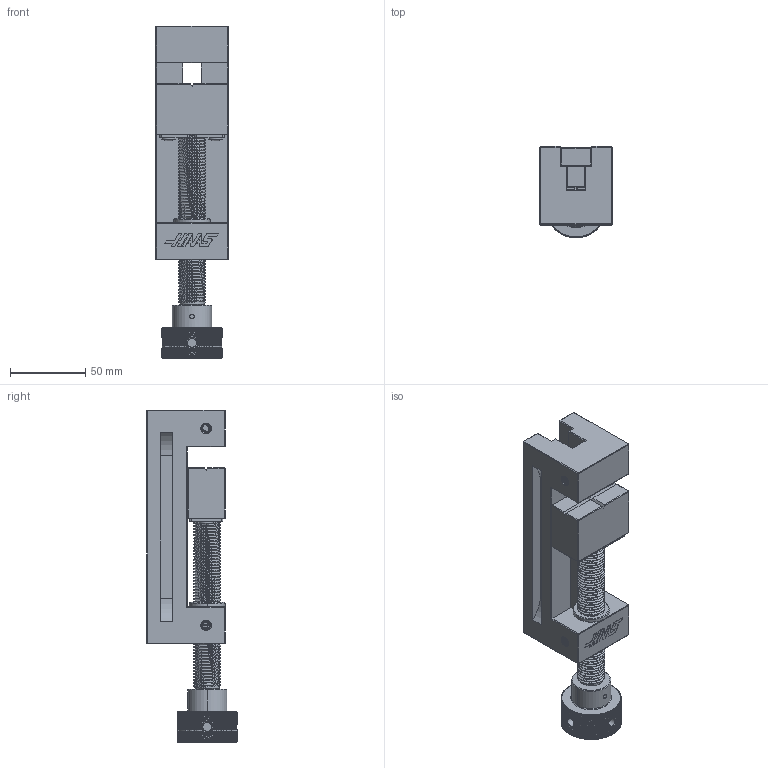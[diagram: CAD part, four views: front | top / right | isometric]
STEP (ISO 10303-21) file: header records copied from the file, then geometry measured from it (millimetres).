
FILE_DESCRIPTION (( 'STEP AP203' ), '1' );
FILE_NAME ('09-0569.STEP', '2023-08-14T07:58:07', ( '' ), ( '' ), 'SwSTEP 2.0', 'SolidWorks 2022', '' );
FILE_SCHEMA (( 'CONFIG_CONTROL_DESIGN' ));
Length unit declared in the file: millimetre
Products named in the file (1): 09-0569
Bounding box: 48 x 60.25 x 220 mm (x, y, z)
Volume: 285619.5 mm3; surface area: 81201.7 mm2
Topology: 18 solids, 18 shells, 1285 faces, 3147 edges, 1905 vertices
Faces by surface type: plane 529, cylinder 456, cone 224, bspline 72, sphere 4
Entity records: 83225 total; most frequent: CARTESIAN_POINT 56089, ORIENTED_EDGE 6294, DIRECTION 4878, EDGE_CURVE 3147, VERTEX_POINT 1905, AXIS2_PLACEMENT_3D 1787, EDGE_LOOP 1308, LINE 1304
